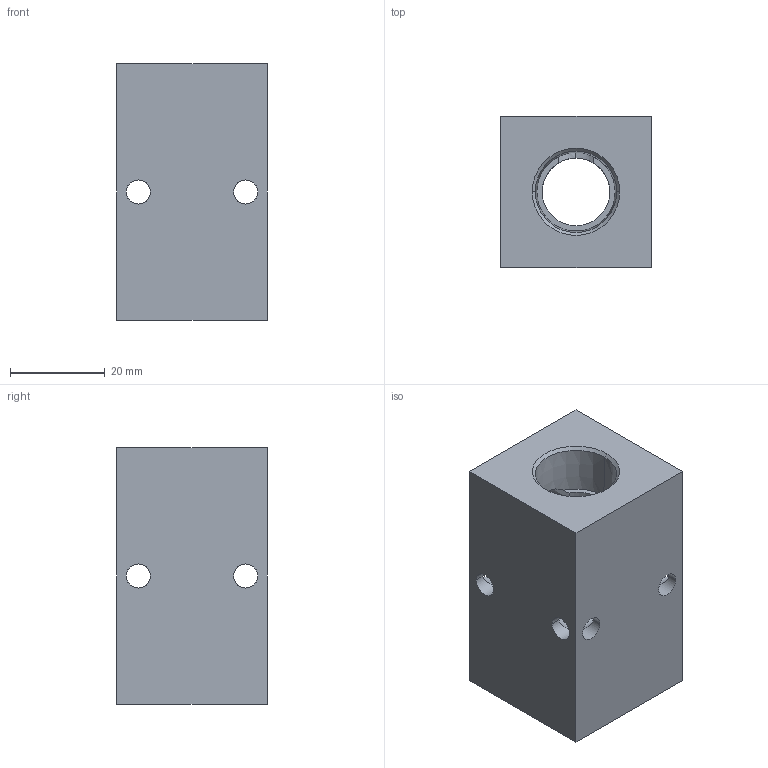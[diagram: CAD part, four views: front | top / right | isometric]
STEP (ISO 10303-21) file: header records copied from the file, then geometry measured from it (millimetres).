
FILE_DESCRIPTION (( 'STEP AP203' ), '1' );
FILE_NAME ('MRS-2DC.step', '2015-12-02T21:11:30', ( '' ), ( '' ), 'SwSTEP 2.0', 'SolidWorks 2015', '' );
FILE_SCHEMA (( 'CONFIG_CONTROL_DESIGN' ));
Length unit declared in the file: inch
Products named in the file (1): MRS-2DC
Bounding box: 31.75 x 31.75 x 53.98 mm (x, y, z)
Volume: 39519.2 mm3; surface area: 12795.2 mm2
Topology: 1 solids, 1 shells, 58 faces, 166 edges, 100 vertices
Faces by surface type: cylinder 30, cone 16, plane 12
Entity records: 2165 total; most frequent: CARTESIAN_POINT 637, ORIENTED_EDGE 332, DIRECTION 284, EDGE_CURVE 166, AXIS2_PLACEMENT_3D 111, VERTEX_POINT 100, EDGE_LOOP 70, VECTOR 62
